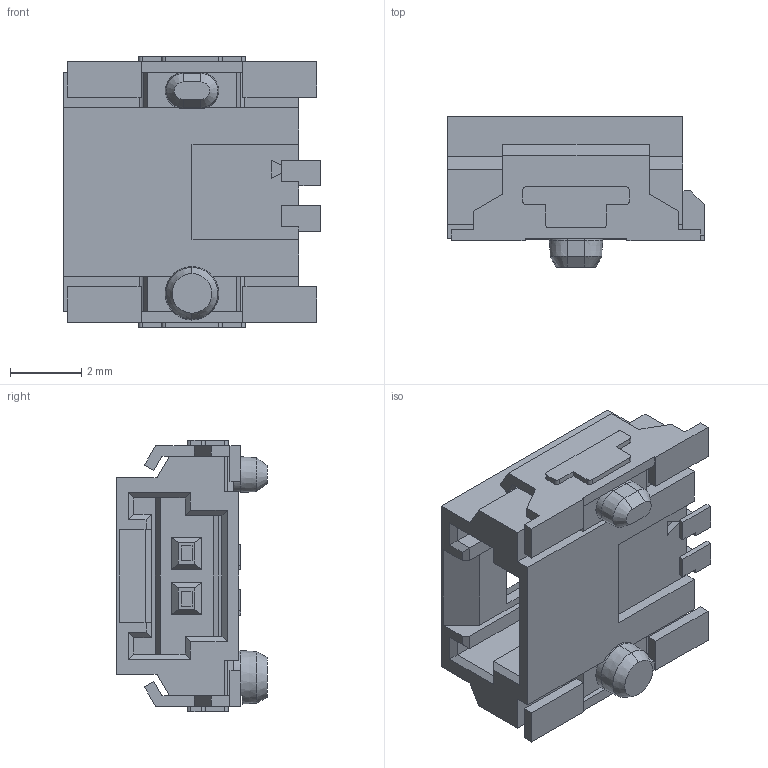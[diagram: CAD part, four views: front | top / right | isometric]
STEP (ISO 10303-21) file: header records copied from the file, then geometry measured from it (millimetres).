
FILE_DESCRIPTION (( 'STEP AP214' ), '1' );
FILE_NAME ('474108.STEP', '2014-04-25T09:33:48', ( 'ERNI Electronics GmbH' ), ( 'ERNI Electronics GmbH' ), 'SwSTEP 2.0', 'SolidWorks 2013', '' );
FILE_SCHEMA (( 'AUTOMOTIVE_DESIGN' ));
Length unit declared in the file: millimetre
Products named in the file (1): 474108
Bounding box: 7.2 x 4.23 x 7.62 mm (x, y, z)
Volume: 116.6 mm3; surface area: 298.4 mm2
Topology: 1 solids, 1 shells, 279 faces, 749 edges, 485 vertices
Faces by surface type: plane 247, cylinder 24, cone 8
Entity records: 11656 total; most frequent: CARTESIAN_POINT 1526, ORIENTED_EDGE 1498, DIRECTION 1369, EDGE_CURVE 749, VECTOR 685, LINE 685, VERTEX_POINT 485, AXIS2_PLACEMENT_3D 342
